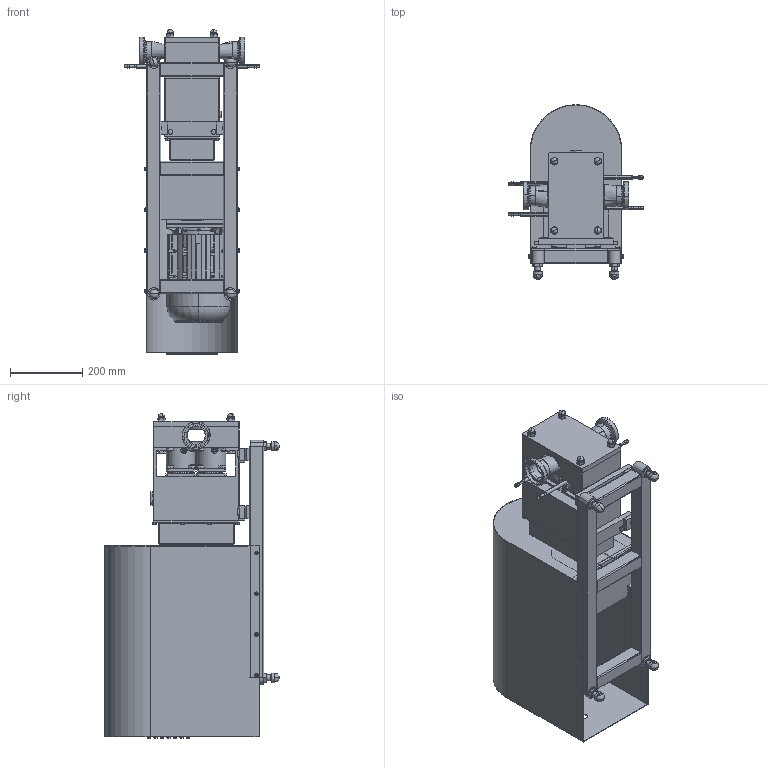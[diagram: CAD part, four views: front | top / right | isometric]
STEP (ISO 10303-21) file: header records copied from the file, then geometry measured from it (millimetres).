
FILE_DESCRIPTION (( 'STEP AP203' ), '1' );
FILE_NAME ('Pompa PWK katalog.STEP', '2018-10-26T11:47:30', ( 'User' ), ( '' ), 'SwSTEP 2.0', 'SolidWorks 2010', '' );
FILE_SCHEMA (( 'CONFIG_CONTROL_DESIGN' ));
Products named in the file (1): Pompa PWK katalog
Bounding box: 371 x 483 x 899 mm (x, y, z)
Volume: 19574621.4 mm3; surface area: 4090101.8 mm2
Topology: 110 solids, 110 shells, 4564 faces, 11472 edges, 7398 vertices
Faces by surface type: plane 2323, cylinder 1175, cone 775, bspline 191, torus 60, sphere 40
Entity records: 163546 total; most frequent: CARTESIAN_POINT 55782, ORIENTED_EDGE 22854, DIRECTION 21296, EDGE_CURVE 11427, AXIS2_PLACEMENT_3D 7607, VERTEX_POINT 7381, LINE 6082, VECTOR 6082
